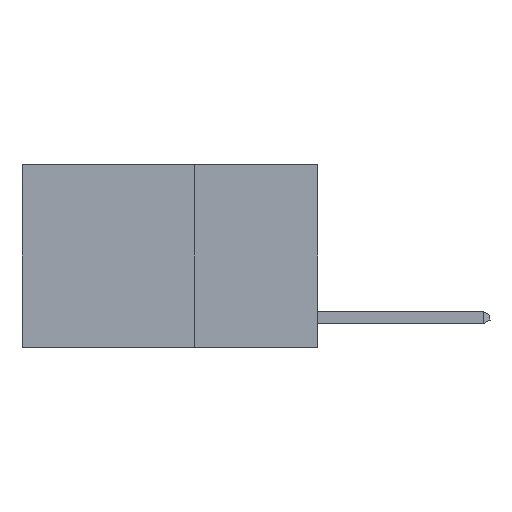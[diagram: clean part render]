
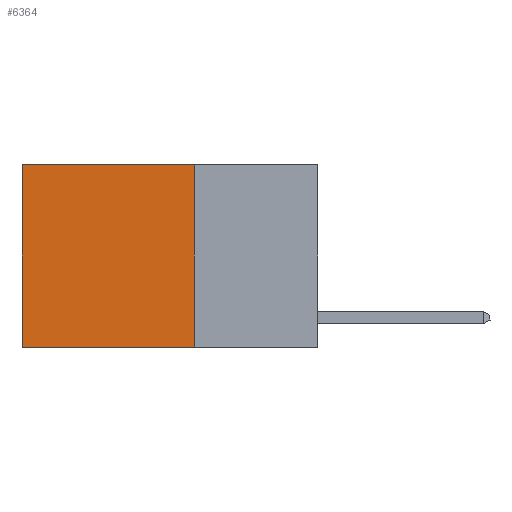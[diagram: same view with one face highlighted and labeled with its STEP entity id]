
A CAD part, left-side view. The second image highlights one B-rep face of the part: STEP entity #6364.
In plain terms, the highlighted planar face has unit normal (-1, 0, 0).
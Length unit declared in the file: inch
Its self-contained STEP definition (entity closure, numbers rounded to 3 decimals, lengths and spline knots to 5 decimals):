
#120 = EDGE_CURVE ( 'NONE', #3425, #18613, #5216, .T. ) ;
#499 = EDGE_LOOP ( 'NONE', ( #814, #11144, #1187, #1164 ) ) ;
#814 = ORIENTED_EDGE ( 'NONE', *, *, #9143, .T. ) ;
#988 = PLANE ( 'NONE',  #9747 ) ;
#1066 = CARTESIAN_POINT ( 'NONE',  ( 0.2625, 0.25, 0. ) ) ;
#1164 = ORIENTED_EDGE ( 'NONE', *, *, #15883, .T. ) ;
#1187 = ORIENTED_EDGE ( 'NONE', *, *, #1923, .F. ) ;
#1899 = VERTEX_POINT ( 'NONE', #6268 ) ;
#1923 = EDGE_CURVE ( 'NONE', #18833, #3425, #13173, .T. ) ;
#2425 = LINE ( 'NONE', #13116, #20282 ) ;
#2843 = DIRECTION ( 'NONE',  ( 1., 0., 0. ) ) ;
#3425 = VERTEX_POINT ( 'NONE', #10295 ) ;
#4253 = CARTESIAN_POINT ( 'NONE',  ( 0.2625, 0.25, 0. ) ) ;
#5216 = LINE ( 'NONE', #12721, #8804 ) ;
#6268 = CARTESIAN_POINT ( 'NONE',  ( 0.2625, 0.6, 0. ) ) ;
#6364 = ADVANCED_FACE ( 'NONE', ( #12707 ), #988, .F. ) ;
#8029 = CARTESIAN_POINT ( 'NONE',  ( 0.2625, 0.25, 0. ) ) ;
#8804 = VECTOR ( 'NONE', #21337, 39.37008 ) ;
#8896 = CARTESIAN_POINT ( 'NONE',  ( 0.2625, 0.6, -0.37 ) ) ;
#9143 = EDGE_CURVE ( 'NONE', #1899, #18613, #2425, .T. ) ;
#9747 = AXIS2_PLACEMENT_3D ( 'NONE', #1066, #2843, #15067 ) ;
#9751 = LINE ( 'NONE', #17567, #17842 ) ;
#10295 = CARTESIAN_POINT ( 'NONE',  ( 0.2625, 0.25, -0.37 ) ) ;
#11144 = ORIENTED_EDGE ( 'NONE', *, *, #120, .F. ) ;
#12707 = FACE_OUTER_BOUND ( 'NONE', #499, .T. ) ;
#12721 = CARTESIAN_POINT ( 'NONE',  ( 0.2625, 0.25, -0.37 ) ) ;
#13116 = CARTESIAN_POINT ( 'NONE',  ( 0.2625, 0.6, 0. ) ) ;
#13173 = LINE ( 'NONE', #8029, #21639 ) ;
#15067 = DIRECTION ( 'NONE',  ( 0., 0., -1. ) ) ;
#15883 = EDGE_CURVE ( 'NONE', #18833, #1899, #9751, .T. ) ;
#16691 = DIRECTION ( 'NONE',  ( 0., 0., -1. ) ) ;
#17567 = CARTESIAN_POINT ( 'NONE',  ( 0.2625, 0.25, 0. ) ) ;
#17635 = DIRECTION ( 'NONE',  ( 0., 1., 0. ) ) ;
#17842 = VECTOR ( 'NONE', #17635, 39.37008 ) ;
#18613 = VERTEX_POINT ( 'NONE', #8896 ) ;
#18833 = VERTEX_POINT ( 'NONE', #4253 ) ;
#20282 = VECTOR ( 'NONE', #21612, 39.37008 ) ;
#21337 = DIRECTION ( 'NONE',  ( 0., 1., 0. ) ) ;
#21612 = DIRECTION ( 'NONE',  ( 0., 0., -1. ) ) ;
#21639 = VECTOR ( 'NONE', #16691, 39.37008 ) ;
